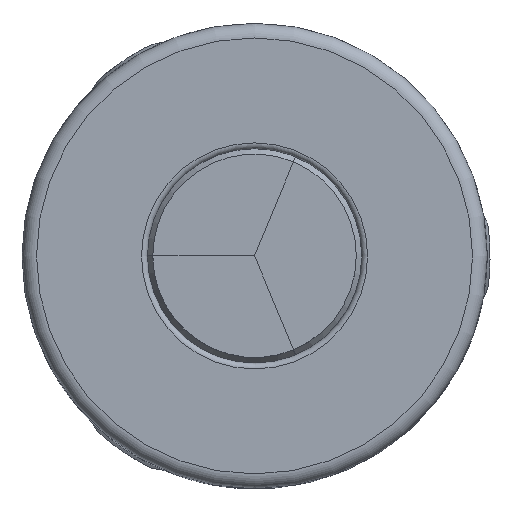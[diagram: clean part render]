
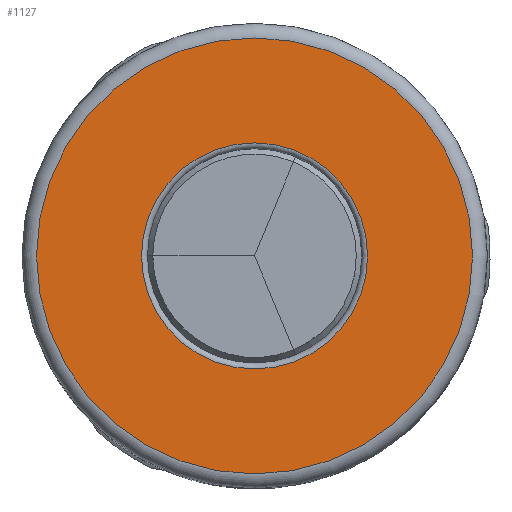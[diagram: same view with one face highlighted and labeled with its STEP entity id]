
A CAD part, top view. The second image highlights one B-rep face of the part: STEP entity #1127.
In plain terms, the highlighted planar face has unit normal (0, 0, 1).
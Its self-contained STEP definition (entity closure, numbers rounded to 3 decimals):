
#16=FACE_BOUND('',#232,.T.);
#97=PLANE('',#1242);
#166=FACE_OUTER_BOUND('',#231,.T.);
#231=EDGE_LOOP('',(#874));
#232=EDGE_LOOP('',(#875));
#284=CIRCLE('',#1238,3.889);
#288=CIRCLE('',#1243,7.5);
#501=VERTEX_POINT('',#1905);
#504=VERTEX_POINT('',#1913);
#636=EDGE_CURVE('',#501,#501,#284,.T.);
#640=EDGE_CURVE('',#504,#504,#288,.T.);
#874=ORIENTED_EDGE('',*,*,#640,.F.);
#875=ORIENTED_EDGE('',*,*,#636,.F.);
#1127=ADVANCED_FACE('',(#166,#16),#97,.T.);
#1238=AXIS2_PLACEMENT_3D('',#1906,#1467,#1468);
#1242=AXIS2_PLACEMENT_3D('',#1912,#1475,#1476);
#1243=AXIS2_PLACEMENT_3D('',#1914,#1477,#1478);
#1467=DIRECTION('center_axis',(0.,0.,1.));
#1468=DIRECTION('ref_axis',(1.,0.,0.));
#1475=DIRECTION('center_axis',(0.,0.,1.));
#1476=DIRECTION('ref_axis',(1.,0.,0.));
#1477=DIRECTION('center_axis',(0.,0.,-1.));
#1478=DIRECTION('ref_axis',(1.,0.,0.));
#1905=CARTESIAN_POINT('',(3.889,0.,10.));
#1906=CARTESIAN_POINT('Origin',(0.,0.,10.));
#1912=CARTESIAN_POINT('Origin',(0.,0.,10.));
#1913=CARTESIAN_POINT('',(-7.5,0.,10.));
#1914=CARTESIAN_POINT('Origin',(0.,0.,10.));
